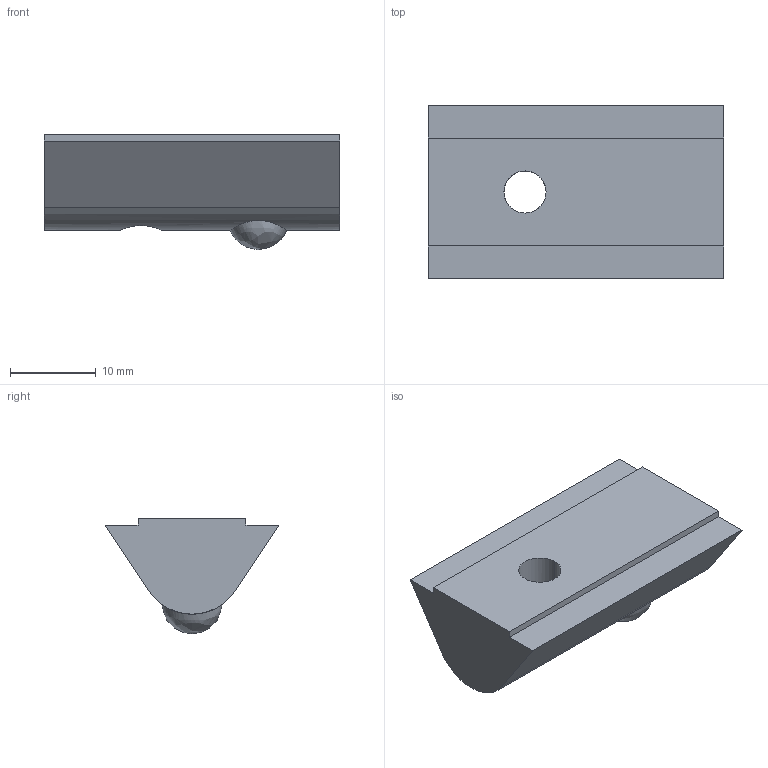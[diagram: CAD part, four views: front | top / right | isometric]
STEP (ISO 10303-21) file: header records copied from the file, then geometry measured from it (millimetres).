
FILE_DESCRIPTION (( 'STEP AP203' ), '1' );
FILE_NAME ('212300600_c_1.STEP', '2023-01-18T04:17:40', ( '' ), ( '' ), 'SwSTEP 2.0', 'SolidWorks 2014', '' );
FILE_SCHEMA (( 'CONFIG_CONTROL_DESIGN' ));
Length unit declared in the file: millimetre
Products named in the file (1): 212300600_c_1
Bounding box: 34.5 x 20.3 x 13.5 mm (x, y, z)
Volume: 4876.8 mm3; surface area: 2249.8 mm2
Topology: 1 solids, 1 shells, 13 faces, 32 edges, 22 vertices
Faces by surface type: plane 9, cylinder 3, bspline 1
Entity records: 594 total; most frequent: CARTESIAN_POINT 207, ORIENTED_EDGE 64, DIRECTION 58, EDGE_CURVE 32, VECTOR 24, LINE 24, VERTEX_POINT 22, AXIS2_PLACEMENT_3D 17
